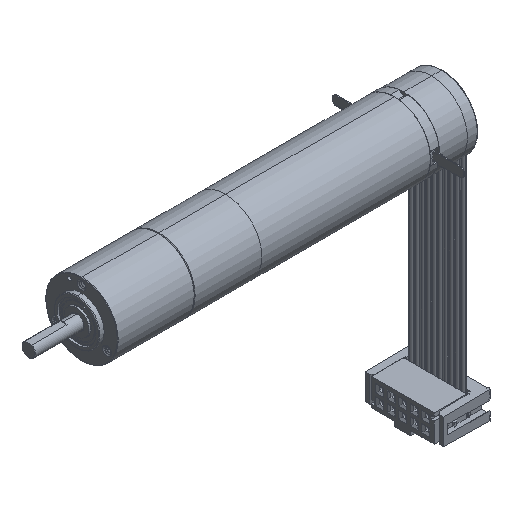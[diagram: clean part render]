
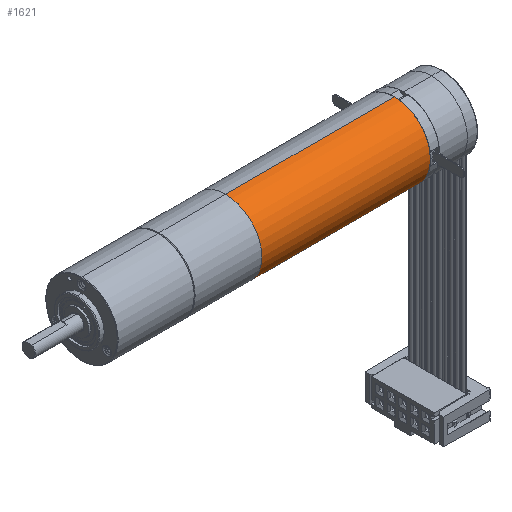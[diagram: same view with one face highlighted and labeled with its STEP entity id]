
A CAD part, isometric view. The second image highlights one B-rep face of the part: STEP entity #1621.
In plain terms, the highlighted cylindrical face has radius 8 mm (diameter 16 mm), a partial arc.
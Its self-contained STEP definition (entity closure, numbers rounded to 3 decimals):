
#1621=ADVANCED_FACE('',(#4606),#4607,.T.);
#4606=FACE_OUTER_BOUND('',#9159,.T.);
#4607=CYLINDRICAL_SURFACE('',#9160,8.0);
#9159=EDGE_LOOP('',(#13616,#13617,#13618,#13619));
#9160=AXIS2_PLACEMENT_3D('',#13620,#13621,#13622);
#13616=ORIENTED_EDGE('',*,*,#27300,.F.);
#13617=ORIENTED_EDGE('',*,*,#27301,.T.);
#13618=ORIENTED_EDGE('',*,*,#27302,.F.);
#13619=ORIENTED_EDGE('',*,*,#27303,.F.);
#13620=CARTESIAN_POINT('',(50.49,0.0,0.0));
#13621=DIRECTION('',(1.0,0.0,-0.0));
#13622=DIRECTION('',(0.0,0.0,1.0));
#27300=EDGE_CURVE('',#32704,#32705,#32706,.T.);
#27301=EDGE_CURVE('',#32704,#32707,#32708,.T.);
#27302=EDGE_CURVE('',#32709,#32707,#32710,.T.);
#27303=EDGE_CURVE('',#32705,#32709,#32711,.T.);
#32704=VERTEX_POINT('',#40642);
#32705=VERTEX_POINT('',#40643);
#32706=LINE('',#40644,#40645);
#32707=VERTEX_POINT('',#40646);
#32708=CIRCLE('',#40647,8.0);
#32709=VERTEX_POINT('',#40648);
#32710=LINE('',#40649,#40650);
#32711=CIRCLE('',#40651,8.0);
#40642=CARTESIAN_POINT('',(31.84,0.0,8.0));
#40643=CARTESIAN_POINT('',(69.14,0.0,8.0));
#40644=CARTESIAN_POINT('',(50.49,0.,8.0));
#40645=VECTOR('',#51991,1.0);
#40646=CARTESIAN_POINT('',(31.84,0.,-8.0));
#40647=AXIS2_PLACEMENT_3D('',#51992,#51993,#51994);
#40648=CARTESIAN_POINT('',(69.14,0.,-8.0));
#40649=CARTESIAN_POINT('',(50.49,0.,-8.0));
#40650=VECTOR('',#51995,1.0);
#40651=AXIS2_PLACEMENT_3D('',#51996,#51997,#51998);
#51991=DIRECTION('',(1.0,0.0,0.0));
#51992=CARTESIAN_POINT('',(31.84,0.0,0.0));
#51993=DIRECTION('',(1.0,0.0,-0.0));
#51994=DIRECTION('',(0.0,0.0,1.0));
#51995=DIRECTION('',(-1.0,-0.0,-0.0));
#51996=CARTESIAN_POINT('',(69.14,0.0,0.0));
#51997=DIRECTION('',(1.0,0.0,-0.0));
#51998=DIRECTION('',(0.0,0.0,1.0));
